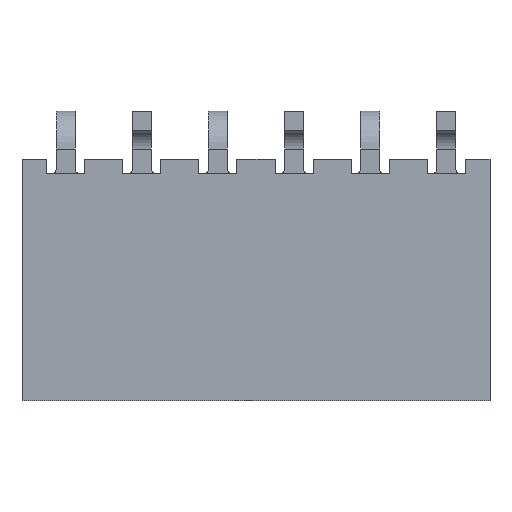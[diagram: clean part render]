
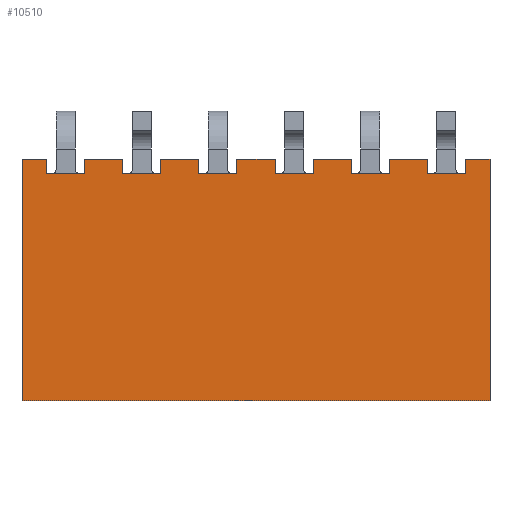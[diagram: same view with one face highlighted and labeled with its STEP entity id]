
A CAD part, front view. The second image highlights one B-rep face of the part: STEP entity #10510.
In plain terms, the highlighted planar face has unit normal (0, -1, 0).
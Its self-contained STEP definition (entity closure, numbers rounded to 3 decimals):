
#625=FACE_OUTER_BOUND('',#1147,.T.);
#1147=EDGE_LOOP('',(#8277,#8278,#8279,#8280,#8281,#8282,#8283,#8284,#8285,
#8286,#8287,#8288,#8289,#8290,#8291,#8292,#8293,#8294,#8295,#8296,#8297,
#8298,#8299,#8300,#8301,#8302,#8303,#8304));
#2109=LINE('',#16259,#3345);
#2113=LINE('',#16268,#3349);
#2130=LINE('',#16305,#3366);
#2136=LINE('',#16316,#3372);
#2137=LINE('',#16319,#3373);
#2146=LINE('',#16335,#3382);
#2211=LINE('',#16468,#3447);
#2215=LINE('',#16476,#3451);
#2219=LINE('',#16484,#3455);
#2223=LINE('',#16492,#3459);
#2227=LINE('',#16500,#3463);
#2251=LINE('',#16545,#3487);
#2294=LINE('',#16623,#3530);
#2328=LINE('',#16686,#3564);
#2329=LINE('',#16688,#3565);
#2330=LINE('',#16689,#3566);
#2331=LINE('',#16691,#3567);
#2332=LINE('',#16693,#3568);
#2333=LINE('',#16694,#3569);
#2334=LINE('',#16696,#3570);
#2335=LINE('',#16698,#3571);
#2336=LINE('',#16699,#3572);
#2337=LINE('',#16701,#3573);
#2338=LINE('',#16703,#3574);
#2339=LINE('',#16704,#3575);
#2340=LINE('',#16706,#3576);
#2341=LINE('',#16708,#3577);
#2342=LINE('',#16709,#3578);
#3345=VECTOR('',#12963,1.);
#3349=VECTOR('',#12969,1.);
#3366=VECTOR('',#13000,1.);
#3372=VECTOR('',#13010,1.);
#3373=VECTOR('',#13013,1.);
#3382=VECTOR('',#13026,1.);
#3447=VECTOR('',#13145,1.);
#3451=VECTOR('',#13149,1.);
#3455=VECTOR('',#13153,1.);
#3459=VECTOR('',#13157,1.);
#3463=VECTOR('',#13161,1.);
#3487=VECTOR('',#13185,1.);
#3530=VECTOR('',#13234,1.);
#3564=VECTOR('',#13272,1.);
#3565=VECTOR('',#13273,1.);
#3566=VECTOR('',#13274,1.);
#3567=VECTOR('',#13275,1.);
#3568=VECTOR('',#13276,1.);
#3569=VECTOR('',#13277,1.);
#3570=VECTOR('',#13278,1.);
#3571=VECTOR('',#13279,1.);
#3572=VECTOR('',#13280,1.);
#3573=VECTOR('',#13281,1.);
#3574=VECTOR('',#13282,1.);
#3575=VECTOR('',#13283,1.);
#3576=VECTOR('',#13284,1.);
#3577=VECTOR('',#13285,1.);
#3578=VECTOR('',#13286,1.);
#4515=VERTEX_POINT('',#16253);
#4517=VERTEX_POINT('',#16257);
#4519=VERTEX_POINT('',#16262);
#4521=VERTEX_POINT('',#16266);
#4534=VERTEX_POINT('',#16304);
#4537=VERTEX_POINT('',#16314);
#4538=VERTEX_POINT('',#16318);
#4543=VERTEX_POINT('',#16333);
#4580=VERTEX_POINT('',#16467);
#4583=VERTEX_POINT('',#16473);
#4584=VERTEX_POINT('',#16475);
#4587=VERTEX_POINT('',#16481);
#4588=VERTEX_POINT('',#16483);
#4591=VERTEX_POINT('',#16489);
#4592=VERTEX_POINT('',#16491);
#4595=VERTEX_POINT('',#16497);
#4596=VERTEX_POINT('',#16499);
#4648=VERTEX_POINT('',#16620);
#4676=VERTEX_POINT('',#16685);
#4677=VERTEX_POINT('',#16687);
#4678=VERTEX_POINT('',#16690);
#4679=VERTEX_POINT('',#16692);
#4680=VERTEX_POINT('',#16695);
#4681=VERTEX_POINT('',#16697);
#4682=VERTEX_POINT('',#16700);
#4683=VERTEX_POINT('',#16702);
#4684=VERTEX_POINT('',#16705);
#4685=VERTEX_POINT('',#16707);
#5758=EDGE_CURVE('',#4517,#4515,#2109,.T.);
#5762=EDGE_CURVE('',#4521,#4519,#2113,.T.);
#5779=EDGE_CURVE('',#4534,#4519,#2130,.T.);
#5785=EDGE_CURVE('',#4537,#4521,#2136,.T.);
#5786=EDGE_CURVE('',#4538,#4515,#2137,.T.);
#5795=EDGE_CURVE('',#4517,#4543,#2146,.T.);
#5861=EDGE_CURVE('',#4580,#4534,#2211,.T.);
#5865=EDGE_CURVE('',#4584,#4583,#2215,.T.);
#5869=EDGE_CURVE('',#4588,#4587,#2219,.T.);
#5873=EDGE_CURVE('',#4592,#4591,#2223,.T.);
#5877=EDGE_CURVE('',#4596,#4595,#2227,.T.);
#5901=EDGE_CURVE('',#4537,#4538,#2251,.T.);
#5944=EDGE_CURVE('',#4543,#4648,#2294,.T.);
#5978=EDGE_CURVE('',#4676,#4648,#2328,.T.);
#5979=EDGE_CURVE('',#4677,#4676,#2329,.T.);
#5980=EDGE_CURVE('',#4596,#4677,#2330,.T.);
#5981=EDGE_CURVE('',#4595,#4678,#2331,.T.);
#5982=EDGE_CURVE('',#4679,#4678,#2332,.T.);
#5983=EDGE_CURVE('',#4592,#4679,#2333,.T.);
#5984=EDGE_CURVE('',#4591,#4680,#2334,.T.);
#5985=EDGE_CURVE('',#4681,#4680,#2335,.T.);
#5986=EDGE_CURVE('',#4588,#4681,#2336,.T.);
#5987=EDGE_CURVE('',#4587,#4682,#2337,.T.);
#5988=EDGE_CURVE('',#4683,#4682,#2338,.T.);
#5989=EDGE_CURVE('',#4584,#4683,#2339,.T.);
#5990=EDGE_CURVE('',#4583,#4684,#2340,.T.);
#5991=EDGE_CURVE('',#4685,#4684,#2341,.T.);
#5992=EDGE_CURVE('',#4580,#4685,#2342,.T.);
#8277=ORIENTED_EDGE('',*,*,#5944,.T.);
#8278=ORIENTED_EDGE('',*,*,#5978,.F.);
#8279=ORIENTED_EDGE('',*,*,#5979,.F.);
#8280=ORIENTED_EDGE('',*,*,#5980,.F.);
#8281=ORIENTED_EDGE('',*,*,#5877,.T.);
#8282=ORIENTED_EDGE('',*,*,#5981,.T.);
#8283=ORIENTED_EDGE('',*,*,#5982,.F.);
#8284=ORIENTED_EDGE('',*,*,#5983,.F.);
#8285=ORIENTED_EDGE('',*,*,#5873,.T.);
#8286=ORIENTED_EDGE('',*,*,#5984,.T.);
#8287=ORIENTED_EDGE('',*,*,#5985,.F.);
#8288=ORIENTED_EDGE('',*,*,#5986,.F.);
#8289=ORIENTED_EDGE('',*,*,#5869,.T.);
#8290=ORIENTED_EDGE('',*,*,#5987,.T.);
#8291=ORIENTED_EDGE('',*,*,#5988,.F.);
#8292=ORIENTED_EDGE('',*,*,#5989,.F.);
#8293=ORIENTED_EDGE('',*,*,#5865,.T.);
#8294=ORIENTED_EDGE('',*,*,#5990,.T.);
#8295=ORIENTED_EDGE('',*,*,#5991,.F.);
#8296=ORIENTED_EDGE('',*,*,#5992,.F.);
#8297=ORIENTED_EDGE('',*,*,#5861,.T.);
#8298=ORIENTED_EDGE('',*,*,#5779,.T.);
#8299=ORIENTED_EDGE('',*,*,#5762,.F.);
#8300=ORIENTED_EDGE('',*,*,#5785,.F.);
#8301=ORIENTED_EDGE('',*,*,#5901,.T.);
#8302=ORIENTED_EDGE('',*,*,#5786,.T.);
#8303=ORIENTED_EDGE('',*,*,#5758,.F.);
#8304=ORIENTED_EDGE('',*,*,#5795,.T.);
#9508=PLANE('',#11189);
#10510=ADVANCED_FACE('',(#625),#9508,.F.);
#11189=AXIS2_PLACEMENT_3D('',#16684,#13270,#13271);
#12963=DIRECTION('',(1.,0.,0.));
#12969=DIRECTION('',(1.,0.,0.));
#13000=DIRECTION('',(0.,0.,1.));
#13010=DIRECTION('',(0.,0.,1.));
#13013=DIRECTION('',(0.,0.,1.));
#13026=DIRECTION('',(0.,0.,-1.));
#13145=DIRECTION('',(-1.,0.,0.));
#13149=DIRECTION('',(-1.,0.,0.));
#13153=DIRECTION('',(-1.,0.,0.));
#13157=DIRECTION('',(-1.,0.,0.));
#13161=DIRECTION('',(-1.,0.,0.));
#13185=DIRECTION('',(-1.,0.,0.));
#13234=DIRECTION('',(1.,0.,0.));
#13270=DIRECTION('center_axis',(0.,1.,0.));
#13271=DIRECTION('ref_axis',(-1.,0.,0.));
#13272=DIRECTION('',(0.,0.,-1.));
#13273=DIRECTION('',(1.,0.,0.));
#13274=DIRECTION('',(0.,0.,1.));
#13275=DIRECTION('',(0.,0.,1.));
#13276=DIRECTION('',(1.,0.,0.));
#13277=DIRECTION('',(0.,0.,1.));
#13278=DIRECTION('',(0.,0.,1.));
#13279=DIRECTION('',(1.,0.,0.));
#13280=DIRECTION('',(0.,0.,1.));
#13281=DIRECTION('',(0.,0.,1.));
#13282=DIRECTION('',(1.,0.,0.));
#13283=DIRECTION('',(0.,0.,1.));
#13284=DIRECTION('',(0.,0.,1.));
#13285=DIRECTION('',(1.,0.,0.));
#13286=DIRECTION('',(0.,0.,1.));
#16253=CARTESIAN_POINT('',(-22.044,0.476,2.54));
#16257=CARTESIAN_POINT('',(-22.694,0.476,2.54));
#16259=CARTESIAN_POINT('',(-22.694,0.476,2.54));
#16262=CARTESIAN_POINT('',(-20.044,0.476,2.54));
#16266=CARTESIAN_POINT('',(-21.044,0.476,2.54));
#16268=CARTESIAN_POINT('',(-22.694,0.476,2.54));
#16304=CARTESIAN_POINT('',(-20.044,0.476,2.16));
#16305=CARTESIAN_POINT('',(-20.044,0.476,-0.076));
#16314=CARTESIAN_POINT('',(-21.044,0.476,2.16));
#16316=CARTESIAN_POINT('',(-21.044,0.476,-0.076));
#16318=CARTESIAN_POINT('',(-22.044,0.476,2.16));
#16319=CARTESIAN_POINT('',(-22.044,0.476,-0.076));
#16333=CARTESIAN_POINT('',(-22.694,0.476,-3.81));
#16335=CARTESIAN_POINT('',(-22.694,0.476,2.54));
#16467=CARTESIAN_POINT('',(-19.044,0.476,2.16));
#16468=CARTESIAN_POINT('',(-20.044,0.476,2.16));
#16473=CARTESIAN_POINT('',(-18.044,0.476,2.16));
#16475=CARTESIAN_POINT('',(-17.044,0.476,2.16));
#16476=CARTESIAN_POINT('',(-18.044,0.476,2.16));
#16481=CARTESIAN_POINT('',(-16.044,0.476,2.16));
#16483=CARTESIAN_POINT('',(-15.044,0.476,2.16));
#16484=CARTESIAN_POINT('',(-16.044,0.476,2.16));
#16489=CARTESIAN_POINT('',(-14.044,0.476,2.16));
#16491=CARTESIAN_POINT('',(-13.044,0.476,2.16));
#16492=CARTESIAN_POINT('',(-14.044,0.476,2.16));
#16497=CARTESIAN_POINT('',(-12.044,0.476,2.16));
#16499=CARTESIAN_POINT('',(-11.044,0.476,2.16));
#16500=CARTESIAN_POINT('',(-12.044,0.476,2.16));
#16545=CARTESIAN_POINT('',(-22.044,0.476,2.16));
#16620=CARTESIAN_POINT('',(-10.394,0.476,-3.81));
#16623=CARTESIAN_POINT('',(-22.694,0.476,-3.81));
#16684=CARTESIAN_POINT('Origin',(-22.694,0.476,2.54));
#16685=CARTESIAN_POINT('',(-10.394,0.476,2.54));
#16686=CARTESIAN_POINT('',(-10.394,0.476,2.54));
#16687=CARTESIAN_POINT('',(-11.044,0.476,2.54));
#16688=CARTESIAN_POINT('',(-30.694,0.476,2.54));
#16689=CARTESIAN_POINT('',(-11.044,0.476,-0.076));
#16690=CARTESIAN_POINT('',(-12.044,0.476,2.54));
#16691=CARTESIAN_POINT('',(-12.044,0.476,-0.076));
#16692=CARTESIAN_POINT('',(-13.044,0.476,2.54));
#16693=CARTESIAN_POINT('',(-30.694,0.476,2.54));
#16694=CARTESIAN_POINT('',(-13.044,0.476,-0.076));
#16695=CARTESIAN_POINT('',(-14.044,0.476,2.54));
#16696=CARTESIAN_POINT('',(-14.044,0.476,-0.076));
#16697=CARTESIAN_POINT('',(-15.044,0.476,2.54));
#16698=CARTESIAN_POINT('',(-30.694,0.476,2.54));
#16699=CARTESIAN_POINT('',(-15.044,0.476,-0.076));
#16700=CARTESIAN_POINT('',(-16.044,0.476,2.54));
#16701=CARTESIAN_POINT('',(-16.044,0.476,-0.076));
#16702=CARTESIAN_POINT('',(-17.044,0.476,2.54));
#16703=CARTESIAN_POINT('',(-30.694,0.476,2.54));
#16704=CARTESIAN_POINT('',(-17.044,0.476,-0.076));
#16705=CARTESIAN_POINT('',(-18.044,0.476,2.54));
#16706=CARTESIAN_POINT('',(-18.044,0.476,-0.076));
#16707=CARTESIAN_POINT('',(-19.044,0.476,2.54));
#16708=CARTESIAN_POINT('',(-30.694,0.476,2.54));
#16709=CARTESIAN_POINT('',(-19.044,0.476,-0.076));
